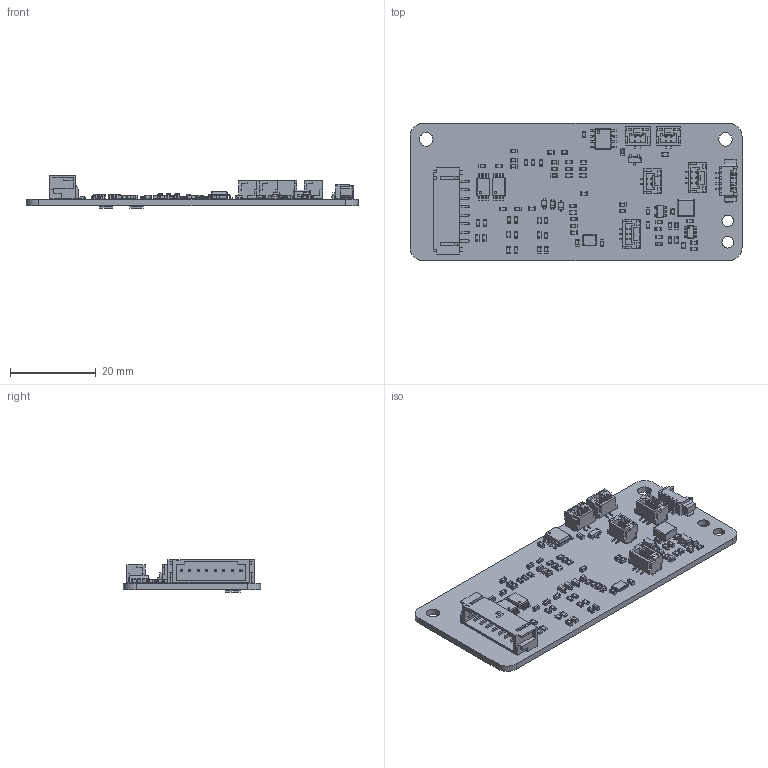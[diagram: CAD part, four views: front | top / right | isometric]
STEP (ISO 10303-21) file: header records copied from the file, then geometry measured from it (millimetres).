
FILE_DESCRIPTION(('KiCad electronic assembly'),'2;1');
FILE_NAME('dribbler_driver.step','2025-12-28T04:26:42',('Pcbnew'),( 'Kicad'),'Open CASCADE STEP processor 7.9','KiCad to STEP converter' ,'Unknown');
FILE_SCHEMA(('AUTOMOTIVE_DESIGN { 1 0 10303 214 1 1 1 1 }'));
Length unit declared in the file: millimetre
Products named in the file (18): dribbler_driver 1; C_0603_1608Metric; D_SOD-323; R_0603_1608Metric; JST_GH_BM02B-GHS-TBT_1x02-1MP_P1.25mm_Vertical; SOT-23-6; SOT-23; TSSOP-8_4.4x3mm_P0.65mm; SOT-23-5; JST - PH - SMD (R) - 8Pin - 2.00mm; Molex_PicoBlade_53261-0471_1x04-1MP_P1.25mm_Horizontal; JST_GH_BM03B-GHS-TBT_1x03-1MP_P1.25mm_Vertical; L_Changjiang_FNR4020S; LED_0603_1608Metric; SOIC-8_3.9x4.9mm_P1.27mm; Crystal_SMD_3225-4Pin_3.2x2.5mm; R_1206_3216Metric; dribbler_driver_PCB
Assembly tree (87 placements, depth 2):
  dribbler_driver 1
    C_0603_1608Metric  x32
    D_SOD-323  x3
    R_0603_1608Metric  x30
    JST_GH_BM02B-GHS-TBT_1x02-1MP_P1.25mm_Vertical  x3
    SOT-23-6
    SOT-23
    TSSOP-8_4.4x3mm_P0.65mm  x2
    SOT-23-5
    JST - PH - SMD (R) - 8Pin - 2.00mm
    Molex_PicoBlade_53261-0471_1x04-1MP_P1.25mm_Horizontal
    JST_GH_BM03B-GHS-TBT_1x03-1MP_P1.25mm_Vertical  x2
    L_Changjiang_FNR4020S
    LED_0603_1608Metric  x4
    SOIC-8_3.9x4.9mm_P1.27mm
    Crystal_SMD_3225-4Pin_3.2x2.5mm
    R_1206_3216Metric  x2
    dribbler_driver_PCB
Bounding box: 77.65 x 32.1 x 7.61 mm (x, y, z)
Volume: 4544.2 mm3; surface area: 8347.7 mm2
Topology: 87 solids, 107 shells, 4236 faces, 11118 edges, 7226 vertices
Faces by surface type: plane 3162, cylinder 886, bspline 184, sphere 4
Full cylindrical faces by diameter (mm): 2.7 x2, 3.2 x2
Entity records: 68116 total; most frequent: CARTESIAN_POINT 11791, ORIENTED_EDGE 9140, DIRECTION 7972, EDGE_CURVE 4571, LINE 3744, VECTOR 3744, VERTEX_POINT 2943, AXIS2_PLACEMENT_3D 2114
